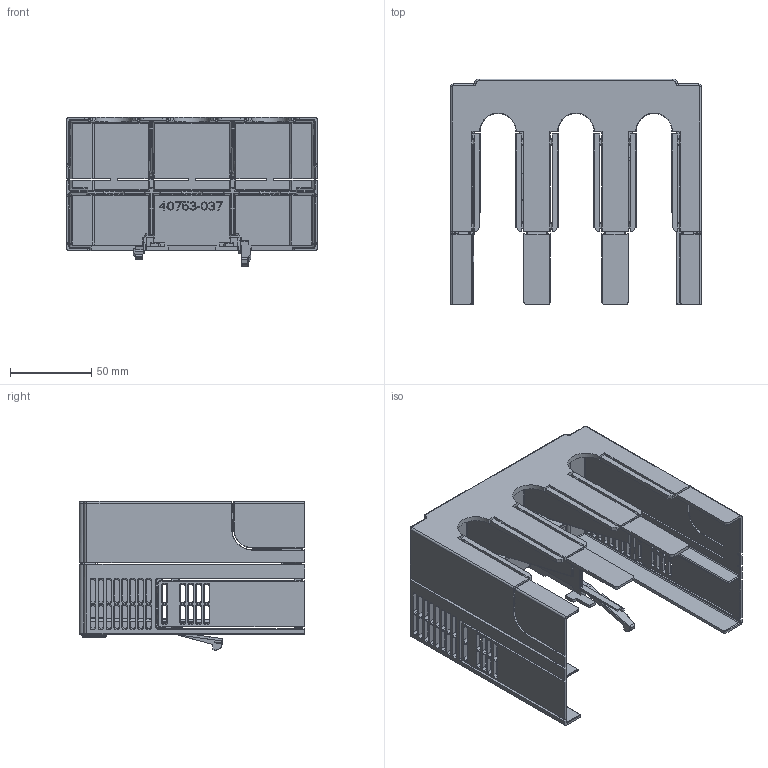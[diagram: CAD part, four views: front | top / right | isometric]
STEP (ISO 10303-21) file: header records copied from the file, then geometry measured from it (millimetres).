
FILE_DESCRIPTION((''),'2;1');
FILE_NAME('100-DTC420','2015-08-12T',('kleis'),('Rockwell Automation'),'PRO/ENGINEER BY PARAMETRIC TECHNOLOGY CORPORATION, 2012480','PRO/ENGINEER BY PARAMETRIC TECHNOLOGY CORPORATION, 2012480','');
FILE_SCHEMA(('CONFIG_CONTROL_DESIGN'));
Products named in the file (1): 100-DTC420
Bounding box: 154 x 138.85 x 91.78 mm (x, y, z)
Volume: 154696.6 mm3; surface area: 137019.1 mm2
Topology: 1 solids, 1 shells, 1788 faces, 4970 edges, 3161 vertices
Faces by surface type: plane 989, cylinder 631, bspline 75, sphere 47, cone 24, torus 21, revolution 1
Entity records: 64418 total; most frequent: CARTESIAN_POINT 20869, ORIENTED_EDGE 9932, DIRECTION 7604, EDGE_CURVE 4966, VECTOR 3411, LINE 3411, VERTEX_POINT 3161, AXIS2_PLACEMENT_3D 2096
